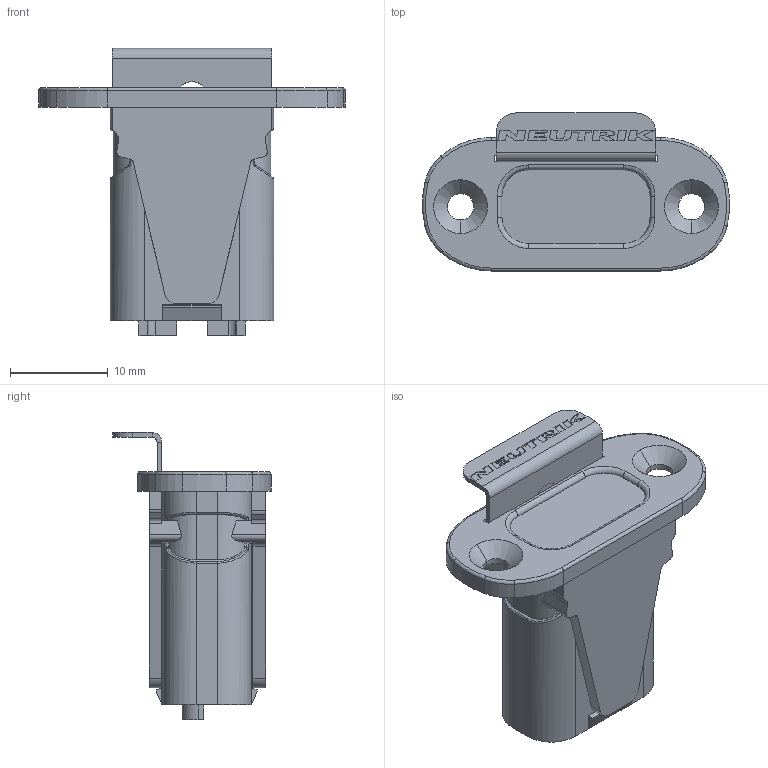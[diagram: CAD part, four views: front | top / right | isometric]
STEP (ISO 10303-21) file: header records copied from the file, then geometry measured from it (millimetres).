
FILE_DESCRIPTION((''),'2;1');
FILE_NAME('NMC-C','2019-12-09T12:21:45',('sfr'),(''),'CREO PARAMETRIC BY PTC INC, 2019080','CREO PARAMETRIC BY PTC INC, 2019080','');
FILE_SCHEMA(('CONFIG_CONTROL_DESIGN'));
Length unit declared in the file: millimetre
Products named in the file (1): NMC-C
Bounding box: 31.34 x 16.15 x 29.35 mm (x, y, z)
Volume: 4385 mm3; surface area: 2642.7 mm2
Topology: 1 solids, 1 shells, 355 faces, 988 edges, 633 vertices
Faces by surface type: plane 196, cylinder 101, bspline 32, torus 14, extrusion 8, cone 4
Entity records: 12554 total; most frequent: CARTESIAN_POINT 3700, ORIENTED_EDGE 1976, DIRECTION 1642, EDGE_CURVE 988, VECTOR 648, LINE 640, VERTEX_POINT 633, AXIS2_PLACEMENT_3D 497
